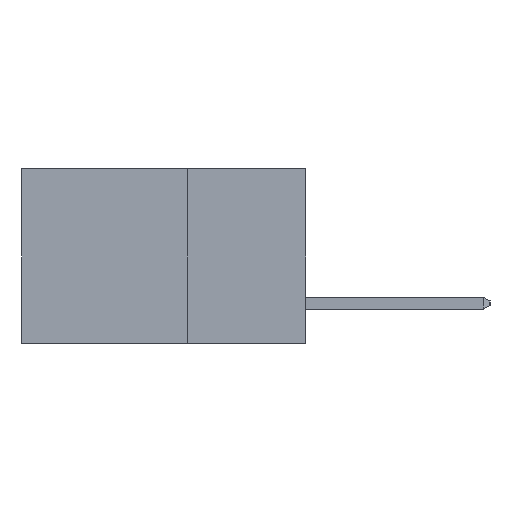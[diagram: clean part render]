
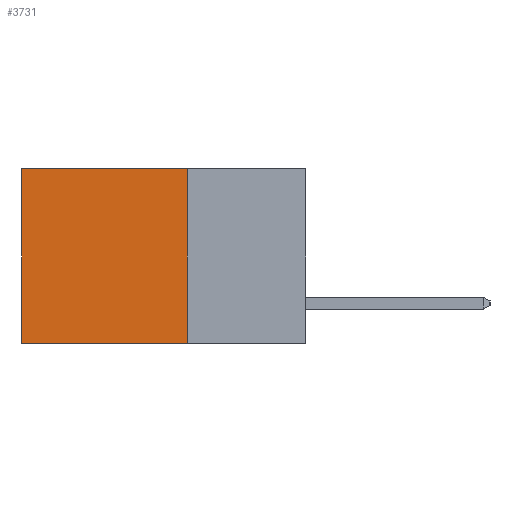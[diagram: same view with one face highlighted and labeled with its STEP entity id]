
A CAD part, left-side view. The second image highlights one B-rep face of the part: STEP entity #3731.
In plain terms, the highlighted planar face has unit normal (-1, 0, 0).
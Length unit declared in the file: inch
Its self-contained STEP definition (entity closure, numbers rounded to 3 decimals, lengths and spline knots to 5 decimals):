
#422 = CARTESIAN_POINT ( 'NONE',  ( 0.2615, 0.6, -0.37 ) ) ;
#553 = VECTOR ( 'NONE', #11810, 39.37008 ) ;
#1049 = DIRECTION ( 'NONE',  ( 0., 0., -1. ) ) ;
#1266 = VERTEX_POINT ( 'NONE', #14375 ) ;
#1482 = LINE ( 'NONE', #15457, #18482 ) ;
#1939 = VERTEX_POINT ( 'NONE', #422 ) ;
#2100 = DIRECTION ( 'NONE',  ( 1., 0., 0. ) ) ;
#2220 = PLANE ( 'NONE',  #21482 ) ;
#2810 = CARTESIAN_POINT ( 'NONE',  ( 0.2615, 0.25, -0.37 ) ) ;
#3731 = ADVANCED_FACE ( 'NONE', ( #20775 ), #2220, .F. ) ;
#3972 = CARTESIAN_POINT ( 'NONE',  ( 0.2615, 0.6, -0.37 ) ) ;
#4136 = DIRECTION ( 'NONE',  ( 0., 0., -1. ) ) ;
#4530 = DIRECTION ( 'NONE',  ( 0., 0., -1. ) ) ;
#5071 = DIRECTION ( 'NONE',  ( 0., 1., 0. ) ) ;
#5102 = LINE ( 'NONE', #20063, #553 ) ;
#5451 = VECTOR ( 'NONE', #4530, 39.37008 ) ;
#5755 = ORIENTED_EDGE ( 'NONE', *, *, #16922, .F. ) ;
#6829 = LINE ( 'NONE', #3972, #19304 ) ;
#7353 = CARTESIAN_POINT ( 'NONE',  ( 0.2615, 0.25, -0.37 ) ) ;
#7902 = EDGE_LOOP ( 'NONE', ( #18780, #14610, #5755, #15210 ) ) ;
#8725 = EDGE_CURVE ( 'NONE', #1266, #1939, #6829, .T. ) ;
#10470 = VERTEX_POINT ( 'NONE', #15746 ) ;
#11810 = DIRECTION ( 'NONE',  ( 0., 1., 0. ) ) ;
#12494 = CARTESIAN_POINT ( 'NONE',  ( 0.2615, 0.25, -0.37 ) ) ;
#14375 = CARTESIAN_POINT ( 'NONE',  ( 0.2615, 0.6, 0. ) ) ;
#14610 = ORIENTED_EDGE ( 'NONE', *, *, #16529, .F. ) ;
#15210 = ORIENTED_EDGE ( 'NONE', *, *, #18392, .T. ) ;
#15457 = CARTESIAN_POINT ( 'NONE',  ( 0.2615, 0.25, -0.37 ) ) ;
#15746 = CARTESIAN_POINT ( 'NONE',  ( 0.2615, 0.25, 0. ) ) ;
#16296 = VERTEX_POINT ( 'NONE', #7353 ) ;
#16529 = EDGE_CURVE ( 'NONE', #16296, #1939, #1482, .T. ) ;
#16922 = EDGE_CURVE ( 'NONE', #10470, #16296, #18979, .T. ) ;
#18392 = EDGE_CURVE ( 'NONE', #10470, #1266, #5102, .T. ) ;
#18482 = VECTOR ( 'NONE', #5071, 39.37008 ) ;
#18780 = ORIENTED_EDGE ( 'NONE', *, *, #8725, .T. ) ;
#18979 = LINE ( 'NONE', #2810, #5451 ) ;
#19304 = VECTOR ( 'NONE', #4136, 39.37008 ) ;
#20063 = CARTESIAN_POINT ( 'NONE',  ( 0.2615, 0.25, 0. ) ) ;
#20775 = FACE_OUTER_BOUND ( 'NONE', #7902, .T. ) ;
#21482 = AXIS2_PLACEMENT_3D ( 'NONE', #12494, #2100, #1049 ) ;
